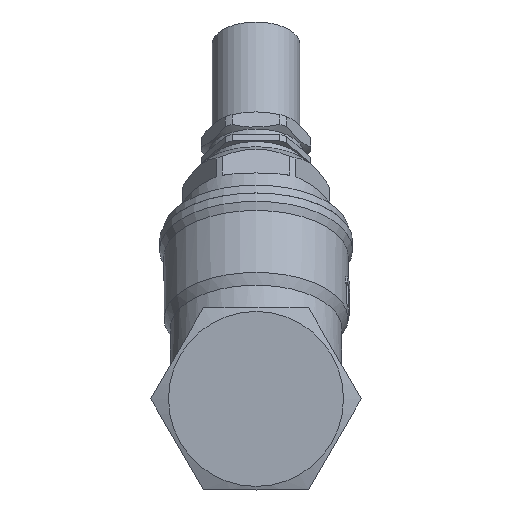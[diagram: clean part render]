
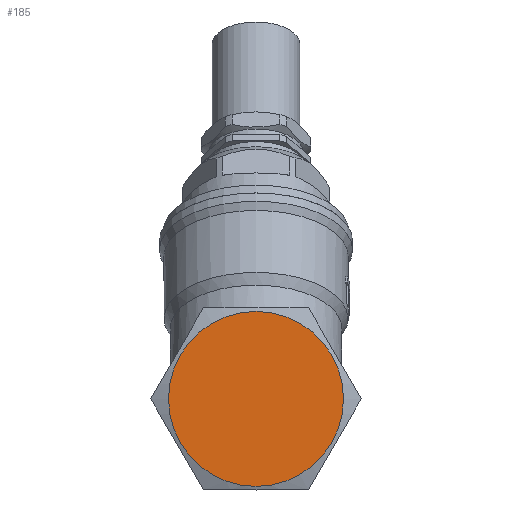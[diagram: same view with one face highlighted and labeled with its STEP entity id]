
A CAD part, left-side view. The second image highlights one B-rep face of the part: STEP entity #185.
In plain terms, the highlighted planar face has unit normal (-1, 0, 0).
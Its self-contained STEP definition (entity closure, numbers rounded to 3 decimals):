
#185 = ADVANCED_FACE( '', ( #445 ), #446, .T. );
#445 = FACE_OUTER_BOUND( '', #720, .T. );
#446 = PLANE( '', #721 );
#720 = EDGE_LOOP( '', ( #1601 ) );
#721 = AXIS2_PLACEMENT_3D( '', #1602, #1603, #1604 );
#1601 = ORIENTED_EDGE( '', *, *, #1913, .F. );
#1602 = CARTESIAN_POINT( '', ( -45., -14.434, 25. ) );
#1603 = DIRECTION( '', ( -1., 0., 0. ) );
#1604 = DIRECTION( '', ( 0., -1., 0. ) );
#1913 = EDGE_CURVE( '', #2361, #2361, #2362, .T. );
#2361 = VERTEX_POINT( '', #3364 );
#2362 = CIRCLE( '', #3365, 24. );
#3364 = CARTESIAN_POINT( '', ( -45., 0., -24. ) );
#3365 = AXIS2_PLACEMENT_3D( '', #4029, #4030, #4031 );
#4029 = CARTESIAN_POINT( '', ( -45., 0., 0. ) );
#4030 = DIRECTION( '', ( 1., 0., 0. ) );
#4031 = DIRECTION( '', ( 0., 0., -1. ) );
